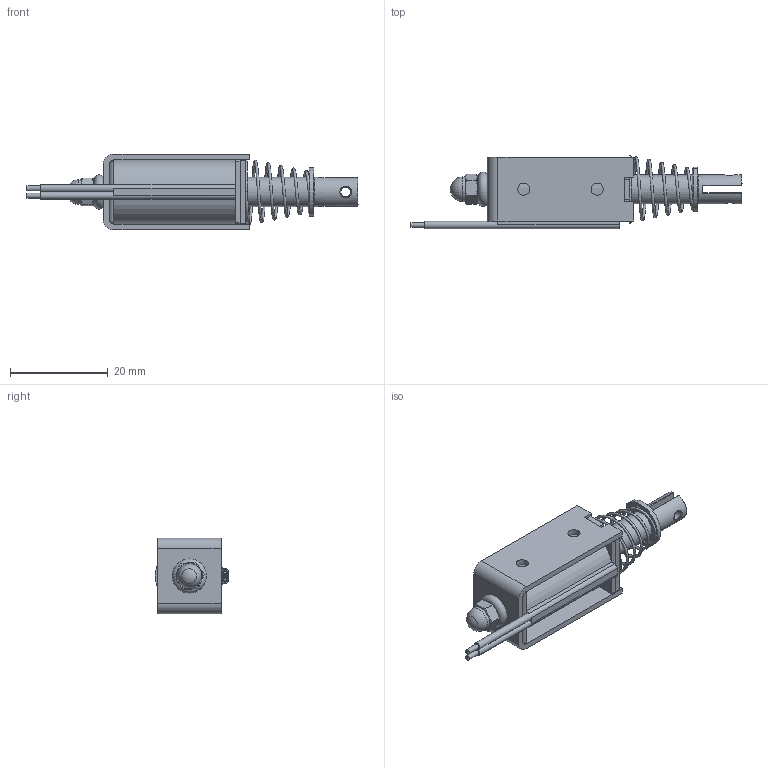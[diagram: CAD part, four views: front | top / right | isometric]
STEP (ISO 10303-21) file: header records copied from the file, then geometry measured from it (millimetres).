
FILE_DESCRIPTION(/* description */ ('Unknown'),/* implementation_level */ '2;1');
FILE_NAME(/* name */ 'JF-0530B',/* time_stamp */ '2021-02-19T11:15:09+01:00',/* author */ ('Unknown'),/* organization */ ('Unknown'),/* preprocessor_version */ 'ST-DEVELOPER v16.7',/* originating_system */ 'Solid Edge',/* authorisation */ 'Unknown');
FILE_SCHEMA (('AUTOMOTIVE_DESIGN {1 0 10303 214 3 1 1}'));
Length unit declared in the file: millimetre
Products named in the file (10): JF-0530B; Drziak1; Drziak2; Jadro; Cievka; Oska; Segerka; Pruzina_oa_0; Tesnenie; Matica
Assembly tree (9 placements, depth 2):
  JF-0530B
    Drziak1
    Drziak2
    Jadro
    Cievka
    Oska
    Segerka
    Pruzina_oa_0
    Tesnenie
    Matica
Bounding box: 67.95 x 15 x 15.5 mm (x, y, z)
Volume: 5586.7 mm3; surface area: 7950 mm2
Topology: 9 solids, 9 shells, 256 faces, 599 edges, 339 vertices
Faces by surface type: plane 77, cylinder 67, torus 52, sphere 51, bspline 7, cone 2
Full cylindrical faces by diameter (mm): 1 x2, 1.5 x1, 2 x2, 2.3 x1, 2.5 x2, 3 x2, 3.5 x1, 5 x1, 5.05 x1, 5.5 x1, 6 x3, 8 x3, 8.5 x1
Entity records: 8672 total; most frequent: CARTESIAN_POINT 2260, DIRECTION 1324, ORIENTED_EDGE 1018, AXIS2_PLACEMENT_3D 568, EDGE_CURVE 509, FACE_BOUND 320, VERTEX_POINT 319, EDGE_LOOP 319
